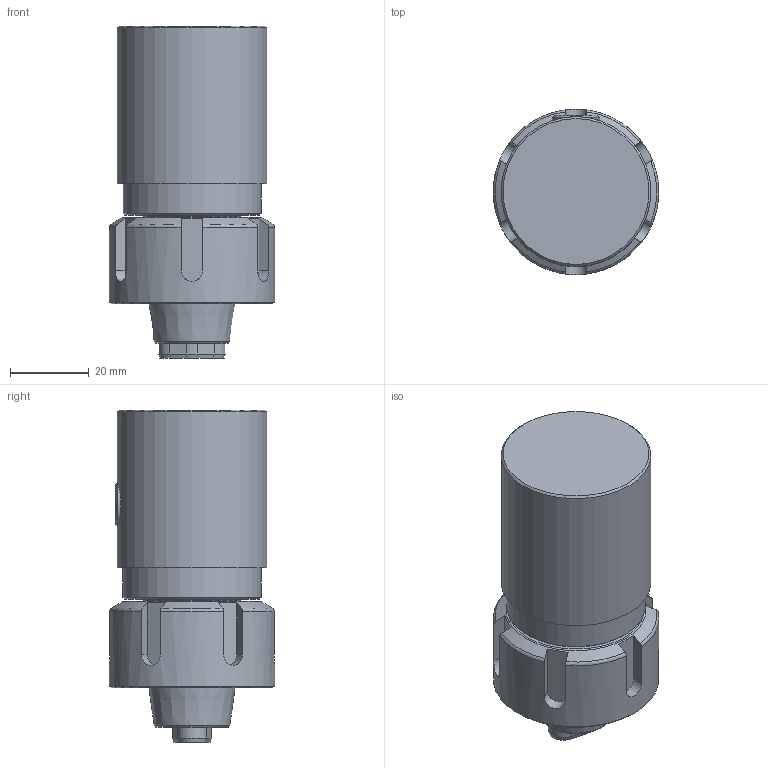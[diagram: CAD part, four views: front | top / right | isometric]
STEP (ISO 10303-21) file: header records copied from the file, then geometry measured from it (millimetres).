
FILE_DESCRIPTION (( 'STEP AP214' ), '1' );
FILE_NAME ('UCER25E-PW16.STEP', '2023-04-11T12:53:34', ( '' ), ( '' ), 'SwSTEP 2.0', 'SolidWorks 2016', '' );
FILE_SCHEMA (( 'AUTOMOTIVE_DESIGN' ));
Length unit declared in the file: millimetre
Products named in the file (1): UCER25E-PW16
Bounding box: 42 x 42 x 84.2 mm (x, y, z)
Volume: 85684.3 mm3; surface area: 13633.1 mm2
Topology: 1 solids, 1 shells, 351 faces, 926 edges, 615 vertices
Faces by surface type: plane 233, bspline 55, cylinder 44, cone 11, torus 8
Full cylindrical faces by diameter (mm): 1.7 x1, 2.1 x1, 6.366 x1, 24.6 x1, 35 x1, 38 x1, 42 x1
Entity records: 16944 total; most frequent: CARTESIAN_POINT 5780, ORIENTED_EDGE 1808, DIRECTION 1446, EDGE_CURVE 904, LINE 644, VECTOR 644, VERTEX_POINT 609, EDGE_LOOP 405
